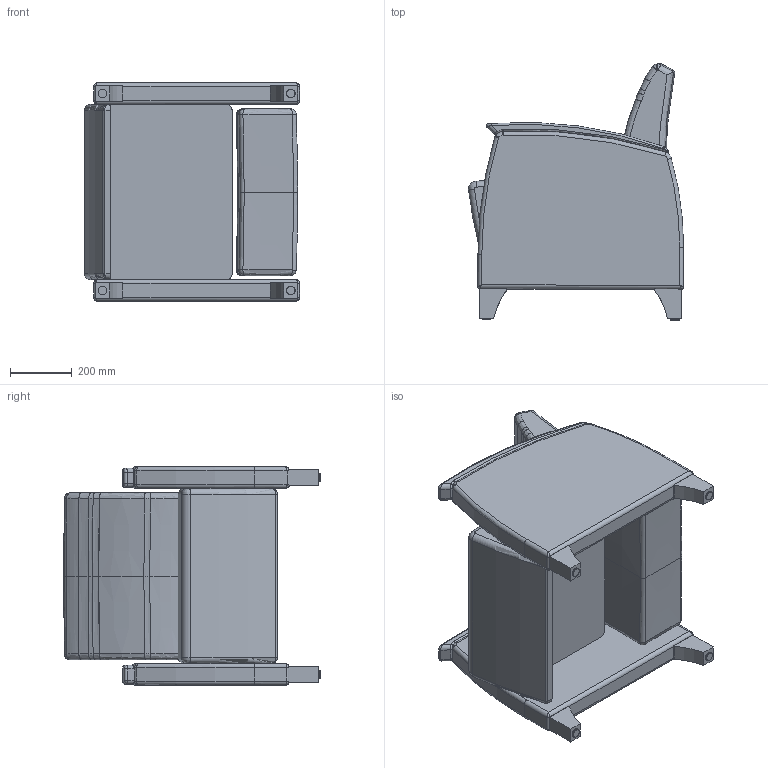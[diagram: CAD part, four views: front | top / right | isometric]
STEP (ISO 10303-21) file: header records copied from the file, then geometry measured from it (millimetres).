
FILE_DESCRIPTION(/* description */ (''),/* implementation_level */ '2;1');
FILE_NAME(/* name */ 'KOU10J.stp',/* time_stamp */ '2017-09-12T16:08:41-04:00',/* author */ ('emehringer'),/* organization */ (''),/* preprocessor_version */ 'ST-DEVELOPER v16.5',/* originating_system */ 'Autodesk Inventor 2017',/* authorisation */ '');
FILE_SCHEMA (('AUTOMOTIVE_DESIGN { 1 0 10303 214 3 1 1 }'));
Length unit declared in the file: inch
Products named in the file (8): KOU10U-W (SYMBOL); KOU10 SEAT; KOU10 NEW BACK; E1010 MAC BLK; KOD10 ARM2; NEW KOU LEG; NEW KOU LEG_1; GLIDE APFAA06-1
Assembly tree (12 placements, depth 3):
  KOU10U-W (SYMBOL)
    KOU10 SEAT
    KOU10 NEW BACK
    E1010 MAC BLK  x2
    KOD10 ARM2  x2
    NEW KOU LEG  x4
      NEW KOU LEG_1
      GLIDE APFAA06-1
Bounding box: 694.61 x 828.37 x 704.84 mm (x, y, z)
Volume: 140888461.9 mm3; surface area: 3866148.5 mm2
Topology: 30 solids, 30 shells, 529 faces, 1207 edges, 734 vertices
Faces by surface type: plane 185, bspline 120, cylinder 104, cone 64, torus 56
Full cylindrical faces by diameter (mm): 4.366 x6, 10.77 x4, 16.002 x4, 19.05 x4, 28.575 x4
Entity records: 10854 total; most frequent: CARTESIAN_POINT 5277, ORIENTED_EDGE 1132, DIRECTION 1084, EDGE_CURVE 566, AXIS2_PLACEMENT_3D 482, VERTEX_POINT 342, EDGE_LOOP 272, CIRCLE 266
